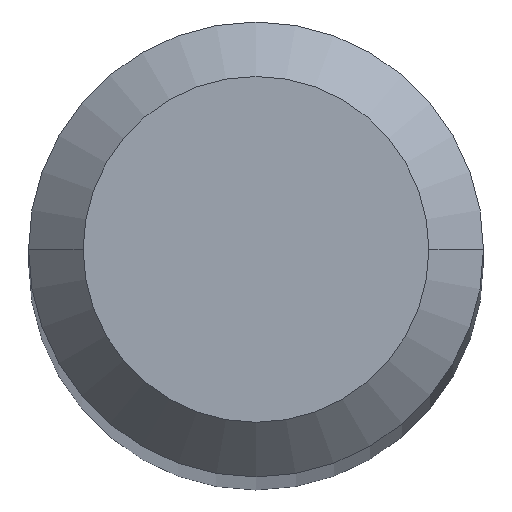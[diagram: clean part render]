
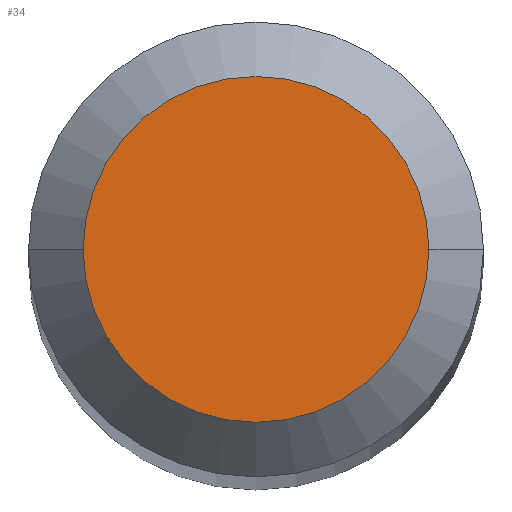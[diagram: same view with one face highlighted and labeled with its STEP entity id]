
A CAD part, top view. The second image highlights one B-rep face of the part: STEP entity #34.
In plain terms, the highlighted planar face has unit normal (0, 0, 1).
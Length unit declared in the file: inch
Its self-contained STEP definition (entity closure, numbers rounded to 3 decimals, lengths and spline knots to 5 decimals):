
#4 = DIRECTION ( 'NONE',  ( 0., 0., -1. ) ) ;
#34 = ADVANCED_FACE ( 'NONE', ( #297 ), #525, .F. ) ;
#46 = DIRECTION ( 'NONE',  ( 1., 0., 0. ) ) ;
#55 = DIRECTION ( 'NONE',  ( -1., 0., 0. ) ) ;
#57 = AXIS2_PLACEMENT_3D ( 'NONE', #556, #71, #252 ) ;
#71 = DIRECTION ( 'NONE',  ( 0., 0., 1. ) ) ;
#83 = CARTESIAN_POINT ( 'NONE',  ( 0., 0., 0. ) ) ;
#135 = CARTESIAN_POINT ( 'NONE',  ( -0.0475, 0., 0. ) ) ;
#177 = CIRCLE ( 'NONE', #247, 0.0475 ) ;
#247 = AXIS2_PLACEMENT_3D ( 'NONE', #83, #445, #46 ) ;
#252 = DIRECTION ( 'NONE',  ( 1., 0., 0. ) ) ;
#253 = VERTEX_POINT ( 'NONE', #437 ) ;
#297 = FACE_OUTER_BOUND ( 'NONE', #435, .T. ) ;
#309 = CARTESIAN_POINT ( 'NONE',  ( 0., 0.0475, 0. ) ) ;
#332 = EDGE_CURVE ( 'NONE', #253, #521, #451, .T. ) ;
#435 = EDGE_LOOP ( 'NONE', ( #480, #549 ) ) ;
#437 = CARTESIAN_POINT ( 'NONE',  ( 0.0475, 0., 0. ) ) ;
#445 = DIRECTION ( 'NONE',  ( 0., 0., 1. ) ) ;
#451 = CIRCLE ( 'NONE', #57, 0.0475 ) ;
#480 = ORIENTED_EDGE ( 'NONE', *, *, #511, .T. ) ;
#494 = AXIS2_PLACEMENT_3D ( 'NONE', #309, #4, #55 ) ;
#511 = EDGE_CURVE ( 'NONE', #521, #253, #177, .T. ) ;
#521 = VERTEX_POINT ( 'NONE', #135 ) ;
#525 = PLANE ( 'NONE',  #494 ) ;
#549 = ORIENTED_EDGE ( 'NONE', *, *, #332, .T. ) ;
#556 = CARTESIAN_POINT ( 'NONE',  ( 0., 0., 0. ) ) ;
